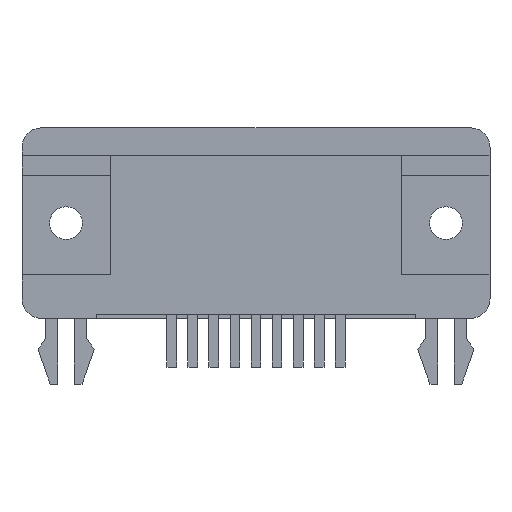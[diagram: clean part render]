
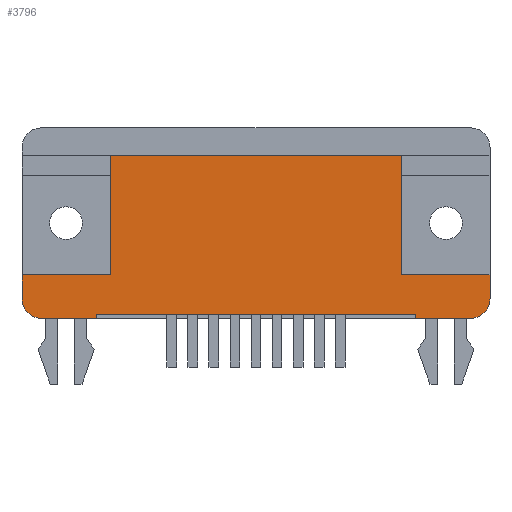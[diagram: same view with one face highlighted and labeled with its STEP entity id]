
A CAD part, front view. The second image highlights one B-rep face of the part: STEP entity #3796.
In plain terms, the highlighted planar face has unit normal (0, -1, 0).
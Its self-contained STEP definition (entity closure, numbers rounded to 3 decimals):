
#3359 = VERTEX_POINT('',#3360);
#3360 = CARTESIAN_POINT('',(-14.105,-1.77,0.025));
#3366 = EDGE_CURVE('',#3359,#3367,#3369,.T.);
#3367 = VERTEX_POINT('',#3368);
#3368 = CARTESIAN_POINT('',(-15.405,-1.77,1.325));
#3369 = CIRCLE('',#3370,1.3);
#3370 = AXIS2_PLACEMENT_3D('',#3371,#3372,#3373);
#3371 = CARTESIAN_POINT('',(-14.105,-1.77,1.325));
#3372 = DIRECTION('',(0.,1.,0.));
#3373 = DIRECTION('',(-1.,0.,0.));
#3594 = VERTEX_POINT('',#3595);
#3595 = CARTESIAN_POINT('',(14.105,-1.77,0.025));
#3601 = EDGE_CURVE('',#3594,#3602,#3604,.T.);
#3602 = VERTEX_POINT('',#3603);
#3603 = CARTESIAN_POINT('',(10.5,-1.77,0.025));
#3604 = LINE('',#3605,#3606);
#3605 = CARTESIAN_POINT('',(14.105,-1.77,0.025));
#3606 = VECTOR('',#3607,1.);
#3607 = DIRECTION('',(-1.,0.,0.));
#3626 = VERTEX_POINT('',#3627);
#3627 = CARTESIAN_POINT('',(-10.5,-1.77,0.025));
#3633 = EDGE_CURVE('',#3626,#3359,#3634,.T.);
#3634 = LINE('',#3635,#3636);
#3635 = CARTESIAN_POINT('',(14.105,-1.77,0.025));
#3636 = VECTOR('',#3637,1.);
#3637 = DIRECTION('',(-1.,0.,0.));
#3660 = VERTEX_POINT('',#3661);
#3661 = CARTESIAN_POINT('',(-10.5,-1.77,0.3));
#3667 = EDGE_CURVE('',#3626,#3660,#3668,.T.);
#3668 = LINE('',#3669,#3670);
#3669 = CARTESIAN_POINT('',(-10.5,-1.77,3.05));
#3670 = VECTOR('',#3671,1.);
#3671 = DIRECTION('',(0.,0.,1.));
#3735 = EDGE_CURVE('',#3660,#3736,#3738,.T.);
#3736 = VERTEX_POINT('',#3737);
#3737 = CARTESIAN_POINT('',(10.5,-1.77,0.3));
#3738 = LINE('',#3739,#3740);
#3739 = CARTESIAN_POINT('',(0.,-1.77,0.3));
#3740 = VECTOR('',#3741,1.);
#3741 = DIRECTION('',(1.,0.,0.));
#3784 = EDGE_CURVE('',#3736,#3602,#3785,.T.);
#3785 = LINE('',#3786,#3787);
#3786 = CARTESIAN_POINT('',(10.5,-1.77,3.05));
#3787 = VECTOR('',#3788,1.);
#3788 = DIRECTION('',(0.,0.,-1.));
#3796 = ADVANCED_FACE('',(#3797),#3868,.F.);
#3797 = FACE_BOUND('',#3798,.T.);
#3798 = EDGE_LOOP('',(#3799,#3800,#3801,#3802,#3803,#3812,#3820,#3828,
    #3836,#3844,#3852,#3860,#3866,#3867));
#3799 = ORIENTED_EDGE('',*,*,#3667,.T.);
#3800 = ORIENTED_EDGE('',*,*,#3735,.T.);
#3801 = ORIENTED_EDGE('',*,*,#3784,.T.);
#3802 = ORIENTED_EDGE('',*,*,#3601,.F.);
#3803 = ORIENTED_EDGE('',*,*,#3804,.F.);
#3804 = EDGE_CURVE('',#3805,#3594,#3807,.T.);
#3805 = VERTEX_POINT('',#3806);
#3806 = CARTESIAN_POINT('',(15.405,-1.77,1.325));
#3807 = CIRCLE('',#3808,1.3);
#3808 = AXIS2_PLACEMENT_3D('',#3809,#3810,#3811);
#3809 = CARTESIAN_POINT('',(14.105,-1.77,1.325));
#3810 = DIRECTION('',(0.,1.,0.));
#3811 = DIRECTION('',(-1.,0.,0.));
#3812 = ORIENTED_EDGE('',*,*,#3813,.F.);
#3813 = EDGE_CURVE('',#3814,#3805,#3816,.T.);
#3814 = VERTEX_POINT('',#3815);
#3815 = CARTESIAN_POINT('',(15.405,-1.77,2.9));
#3816 = LINE('',#3817,#3818);
#3817 = CARTESIAN_POINT('',(15.405,-1.77,11.275));
#3818 = VECTOR('',#3819,1.);
#3819 = DIRECTION('',(0.,0.,-1.));
#3820 = ORIENTED_EDGE('',*,*,#3821,.T.);
#3821 = EDGE_CURVE('',#3814,#3822,#3824,.T.);
#3822 = VERTEX_POINT('',#3823);
#3823 = CARTESIAN_POINT('',(9.6,-1.77,2.9));
#3824 = LINE('',#3825,#3826);
#3825 = CARTESIAN_POINT('',(9.8,-1.77,2.9));
#3826 = VECTOR('',#3827,1.);
#3827 = DIRECTION('',(-1.,0.,0.));
#3828 = ORIENTED_EDGE('',*,*,#3829,.T.);
#3829 = EDGE_CURVE('',#3822,#3830,#3832,.T.);
#3830 = VERTEX_POINT('',#3831);
#3831 = CARTESIAN_POINT('',(9.6,-1.77,10.75));
#3832 = LINE('',#3833,#3834);
#3833 = CARTESIAN_POINT('',(9.6,-1.77,7.019));
#3834 = VECTOR('',#3835,1.);
#3835 = DIRECTION('',(0.,0.,1.));
#3836 = ORIENTED_EDGE('',*,*,#3837,.T.);
#3837 = EDGE_CURVE('',#3830,#3838,#3840,.T.);
#3838 = VERTEX_POINT('',#3839);
#3839 = CARTESIAN_POINT('',(-9.6,-1.77,10.75));
#3840 = LINE('',#3841,#3842);
#3841 = CARTESIAN_POINT('',(0.,-1.77,10.75));
#3842 = VECTOR('',#3843,1.);
#3843 = DIRECTION('',(-1.,0.,0.));
#3844 = ORIENTED_EDGE('',*,*,#3845,.T.);
#3845 = EDGE_CURVE('',#3838,#3846,#3848,.T.);
#3846 = VERTEX_POINT('',#3847);
#3847 = CARTESIAN_POINT('',(-9.6,-1.77,2.9));
#3848 = LINE('',#3849,#3850);
#3849 = CARTESIAN_POINT('',(-9.6,-1.77,7.019));
#3850 = VECTOR('',#3851,1.);
#3851 = DIRECTION('',(0.,0.,-1.));
#3852 = ORIENTED_EDGE('',*,*,#3853,.T.);
#3853 = EDGE_CURVE('',#3846,#3854,#3856,.T.);
#3854 = VERTEX_POINT('',#3855);
#3855 = CARTESIAN_POINT('',(-15.405,-1.77,2.9));
#3856 = LINE('',#3857,#3858);
#3857 = CARTESIAN_POINT('',(-4.8,-1.77,2.9));
#3858 = VECTOR('',#3859,1.);
#3859 = DIRECTION('',(-1.,0.,0.));
#3860 = ORIENTED_EDGE('',*,*,#3861,.F.);
#3861 = EDGE_CURVE('',#3367,#3854,#3862,.T.);
#3862 = LINE('',#3863,#3864);
#3863 = CARTESIAN_POINT('',(-15.405,-1.77,1.325));
#3864 = VECTOR('',#3865,1.);
#3865 = DIRECTION('',(0.,0.,1.));
#3866 = ORIENTED_EDGE('',*,*,#3366,.F.);
#3867 = ORIENTED_EDGE('',*,*,#3633,.F.);
#3868 = PLANE('',#3869);
#3869 = AXIS2_PLACEMENT_3D('',#3870,#3871,#3872);
#3870 = CARTESIAN_POINT('',(0.,-1.77,6.3));
#3871 = DIRECTION('',(0.,1.,0.));
#3872 = DIRECTION('',(-1.,0.,0.));
